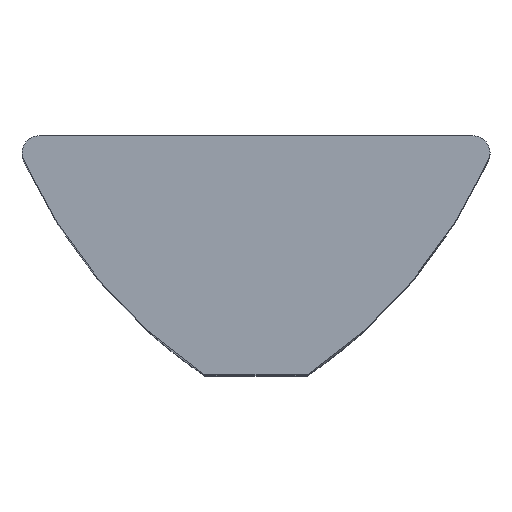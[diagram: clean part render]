
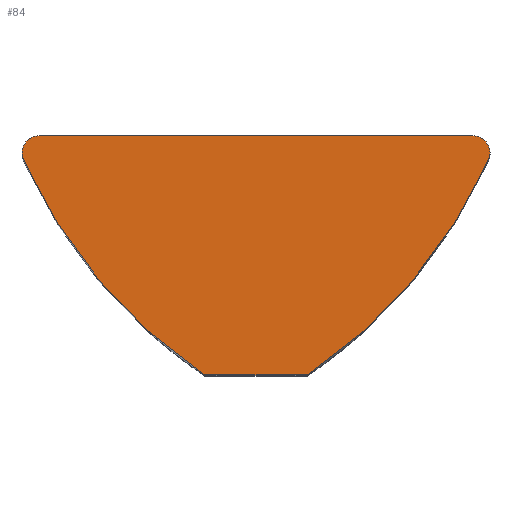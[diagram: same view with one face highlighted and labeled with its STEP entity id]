
A CAD part, top view. The second image highlights one B-rep face of the part: STEP entity #84.
In plain terms, the highlighted planar face has unit normal (0, 0, 1).
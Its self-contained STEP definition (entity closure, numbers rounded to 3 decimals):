
#84=ADVANCED_FACE('NONE',(#173),#174,.F.);
#173=FACE_OUTER_BOUND('',#263,.T.);
#174=PLANE('',#264);
#263=EDGE_LOOP('',(#472,#473,#474,#475,#476,#477,#478,#479));
#264=AXIS2_PLACEMENT_3D('',#480,#481,#482);
#472=ORIENTED_EDGE('',*,*,#621,.T.);
#473=ORIENTED_EDGE('',*,*,#576,.T.);
#474=ORIENTED_EDGE('',*,*,#627,.T.);
#475=ORIENTED_EDGE('',*,*,#630,.T.);
#476=ORIENTED_EDGE('',*,*,#606,.T.);
#477=ORIENTED_EDGE('',*,*,#637,.T.);
#478=ORIENTED_EDGE('',*,*,#642,.T.);
#479=ORIENTED_EDGE('',*,*,#647,.T.);
#480=CARTESIAN_POINT('',(6.35,-0.5,22.0));
#481=DIRECTION('',(-0.0,-0.0,-1.0));
#482=DIRECTION('',(0.0,-1.0,0.0));
#576=EDGE_CURVE('NONE',#679,#683,#685,.T.);
#606=EDGE_CURVE('NONE',#734,#735,#736,.T.);
#621=EDGE_CURVE('NONE',#758,#679,#759,.T.);
#627=EDGE_CURVE('NONE',#683,#766,#768,.T.);
#630=EDGE_CURVE('NONE',#766,#734,#771,.T.);
#637=EDGE_CURVE('NONE',#735,#780,#782,.T.);
#642=EDGE_CURVE('NONE',#780,#786,#788,.T.);
#647=EDGE_CURVE('NONE',#786,#758,#793,.T.);
#679=VERTEX_POINT('',#832);
#683=VERTEX_POINT('NONE',#837);
#685=CIRCLE('',#840,0.5);
#734=VERTEX_POINT('NONE',#948);
#735=VERTEX_POINT('NONE',#949);
#736=CIRCLE('',#950,0.5);
#758=VERTEX_POINT('NONE',#979);
#759=CIRCLE('',#980,0.5);
#766=VERTEX_POINT('NONE',#989);
#768=LINE('',#992,#993);
#771=CIRCLE('',#996,0.5);
#780=VERTEX_POINT('NONE',#1035);
#782=CIRCLE('',#1038,15.0);
#786=VERTEX_POINT('NONE',#1042);
#788=LINE('',#1045,#1046);
#793=CIRCLE('',#1092,15.0);
#832=CARTESIAN_POINT('',(6.85,-0.5,22.0));
#837=CARTESIAN_POINT('',(6.35,0.,22.0));
#840=AXIS2_PLACEMENT_3D('',#1156,#1157,#1158);
#948=CARTESIAN_POINT('',(-6.85,-0.5,22.0));
#949=CARTESIAN_POINT('',(-6.806,-0.705,22.0));
#950=AXIS2_PLACEMENT_3D('',#1198,#1199,#1200);
#979=CARTESIAN_POINT('',(6.806,-0.705,22.0));
#980=AXIS2_PLACEMENT_3D('',#1220,#1221,#1222);
#989=CARTESIAN_POINT('',(-6.35,0.,22.0));
#992=CARTESIAN_POINT('',(6.35,0.,22.0));
#993=VECTOR('',#1229,1000.0);
#996=AXIS2_PLACEMENT_3D('',#1233,#1234,#1235);
#1035=CARTESIAN_POINT('',(-1.5,-7.0,22.0));
#1038=AXIS2_PLACEMENT_3D('',#1240,#1241,#1242);
#1042=CARTESIAN_POINT('',(1.5,-7.0,22.0));
#1045=CARTESIAN_POINT('',(1.5,-7.0,22.0));
#1046=VECTOR('',#1250,1000.0);
#1092=AXIS2_PLACEMENT_3D('',#1254,#1255,#1256);
#1156=CARTESIAN_POINT('',(6.35,-0.5,22.0));
#1157=DIRECTION('',(0.0,0.0,1.0));
#1158=DIRECTION('',(-1.0,0.0,0.0));
#1198=CARTESIAN_POINT('',(-6.35,-0.5,22.0));
#1199=DIRECTION('',(0.0,0.0,1.0));
#1200=DIRECTION('',(1.0,0.0,0.0));
#1220=CARTESIAN_POINT('',(6.35,-0.5,22.0));
#1221=DIRECTION('',(0.0,0.0,1.0));
#1222=DIRECTION('',(-1.0,0.0,0.0));
#1229=DIRECTION('',(-1.0,0.,0.0));
#1233=CARTESIAN_POINT('',(-6.35,-0.5,22.0));
#1234=DIRECTION('',(0.0,0.0,1.0));
#1235=DIRECTION('',(1.0,0.0,0.0));
#1240=CARTESIAN_POINT('',(6.876,5.444,22.0));
#1241=DIRECTION('',(0.0,0.0,1.0));
#1242=DIRECTION('',(1.0,0.0,0.0));
#1250=DIRECTION('',(1.0,-0.0,-0.0));
#1254=CARTESIAN_POINT('',(-6.876,5.444,22.0));
#1255=DIRECTION('',(0.0,0.0,1.0));
#1256=DIRECTION('',(-1.0,0.0,0.0));
